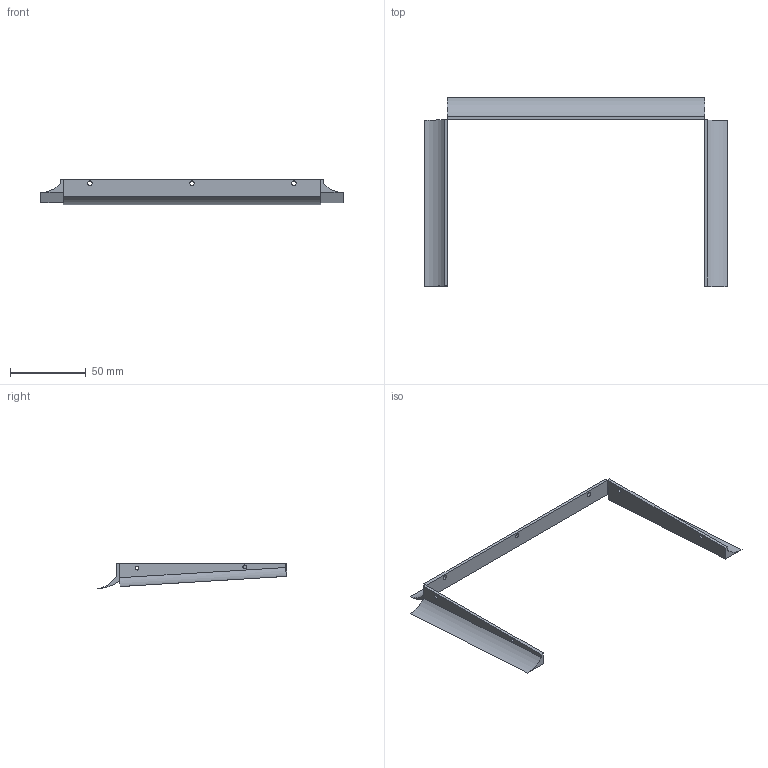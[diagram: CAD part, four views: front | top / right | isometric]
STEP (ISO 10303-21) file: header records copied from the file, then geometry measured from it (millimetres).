
FILE_DESCRIPTION(/* description */ (''),/* implementation_level */ '2;1');
FILE_NAME(/* name */ 'Rampas Laterais.step',/* time_stamp */ '2025-04-25T22:04:30-03:00',/* author */ (''),/* organization */ (''),/* preprocessor_version */ 'ST-DEVELOPER v20.1',/* originating_system */ 'Autodesk Translation Framework v14.4.0.0',/* authorisation */ '');
FILE_SCHEMA (('AUTOMOTIVE_DESIGN { 1 0 10303 214 3 1 1 }'));
Length unit declared in the file: millimetre
Products named in the file (3): 3D Robô Sumo - Final; Rampa Lateral; Rampa Traseira
Assembly tree (2 placements, depth 2):
  3D Robô Sumo - Final
    Rampa Lateral
    Rampa Traseira
Bounding box: 200 x 125.41 x 16.68 mm (x, y, z)
Volume: 17757.5 mm3; surface area: 20410.3 mm2
Topology: 3 solids, 3 shells, 32 faces, 75 edges, 49 vertices
Faces by surface type: plane 21, cylinder 11
Full cylindrical faces by diameter (mm): 2.529 x4, 3 x3
Entity records: 1030 total; most frequent: DIRECTION 170, CARTESIAN_POINT 164, ORIENTED_EDGE 150, EDGE_CURVE 75, AXIS2_PLACEMENT_3D 59, LINE 52, VECTOR 52, VERTEX_POINT 49
